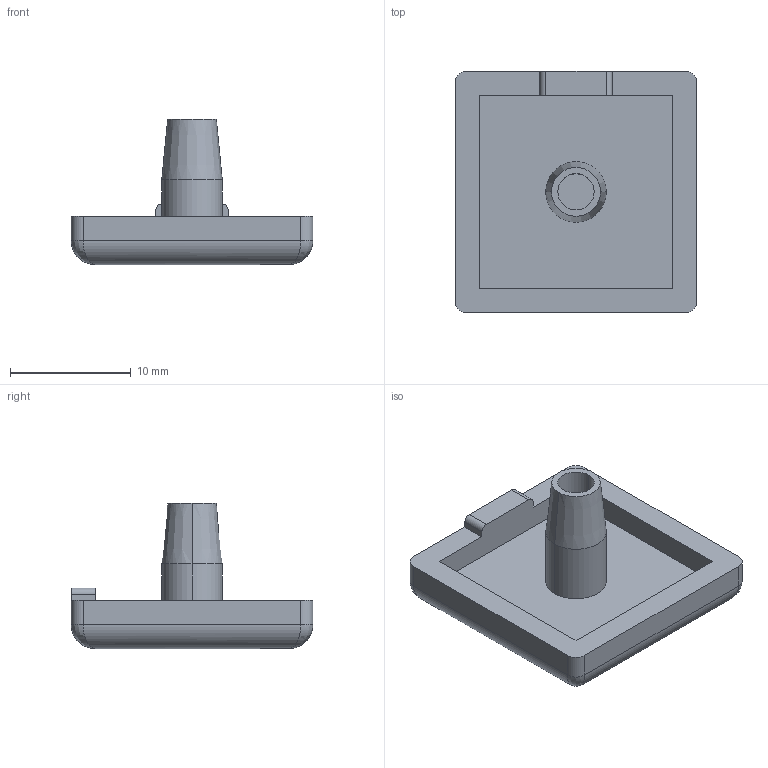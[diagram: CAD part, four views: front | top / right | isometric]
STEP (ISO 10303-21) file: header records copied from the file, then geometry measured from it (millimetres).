
FILE_DESCRIPTION (( 'STEP AP214' ), '1' );
FILE_NAME ('5.02.SP20.STEP', '2025-06-14T18:59:24', ( '' ), ( '' ), 'SwSTEP 2.0', 'SolidWorks 2023', '' );
FILE_SCHEMA (( 'AUTOMOTIVE_DESIGN' ));
Length unit declared in the file: millimetre
Products named in the file (1): 5.02.SP20
Bounding box: 20 x 20 x 12 mm (x, y, z)
Volume: 1139.3 mm3; surface area: 1422.2 mm2
Topology: 1 solids, 1 shells, 36 faces, 86 edges, 50 vertices
Faces by surface type: plane 16, cylinder 14, bspline 4, cone 2
Entity records: 1167 total; most frequent: CARTESIAN_POINT 357, ORIENTED_EDGE 164, DIRECTION 162, EDGE_CURVE 82, AXIS2_PLACEMENT_3D 55, LINE 52, VECTOR 52, VERTEX_POINT 50
